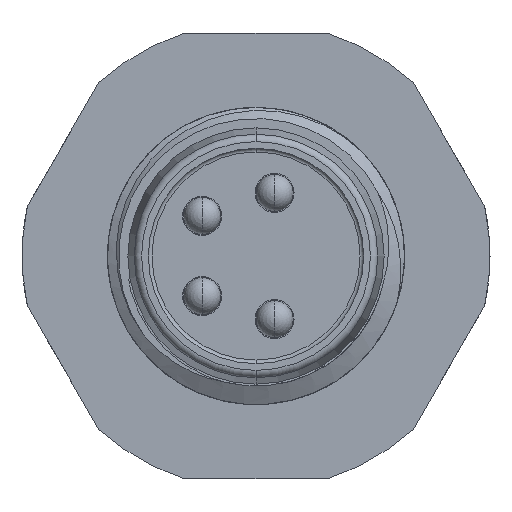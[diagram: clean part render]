
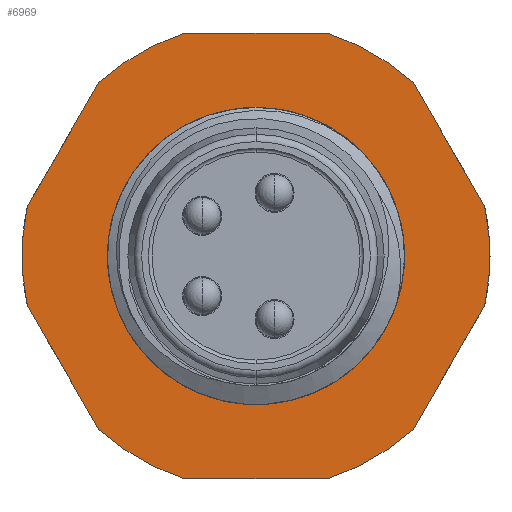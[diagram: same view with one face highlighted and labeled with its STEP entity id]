
A CAD part, left-side view. The second image highlights one B-rep face of the part: STEP entity #6969.
In plain terms, the highlighted planar face has unit normal (-1, 0, 0).
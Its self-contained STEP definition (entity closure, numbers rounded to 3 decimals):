
#3239=CARTESIAN_POINT('',(6.5,0.,0.));
#3240=DIRECTION('',(-1.,0.,0.));
#3241=DIRECTION('',(0.,0.,1.));
#3242=AXIS2_PLACEMENT_3D('',#3239,#3240,#3241);
#3402=CARTESIAN_POINT('',(6.5,0.,0.));
#3403=DIRECTION('',(-1.,0.,0.));
#3404=DIRECTION('',(0.,0.977,0.212));
#3405=AXIS2_PLACEMENT_3D('',#3402,#3403,#3404);
#3407=DIRECTION('',(0.,0.5,-0.866));
#3408=VECTOR('',#3407,3.842);
#3409=CARTESIAN_POINT('',(6.5,4.236,4.664));
#3410=LINE('',#3409,#3408);
#3411=CARTESIAN_POINT('',(6.5,0.,0.));
#3412=DIRECTION('',(-1.,0.,0.));
#3413=DIRECTION('',(0.,0.305,0.952));
#3414=AXIS2_PLACEMENT_3D('',#3411,#3412,#3413);
#3416=DIRECTION('',(0.,1.,0.));
#3417=VECTOR('',#3416,3.842);
#3418=CARTESIAN_POINT('',(6.5,-1.921,6.));
#3419=LINE('',#3418,#3417);
#3420=CARTESIAN_POINT('',(6.5,0.,0.));
#3421=DIRECTION('',(-1.,0.,0.));
#3422=DIRECTION('',(0.,-0.672,0.74));
#3423=AXIS2_PLACEMENT_3D('',#3420,#3421,#3422);
#3425=DIRECTION('',(0.,0.5,0.866));
#3426=VECTOR('',#3425,3.842);
#3427=CARTESIAN_POINT('',(6.5,-6.157,1.336));
#3428=LINE('',#3427,#3426);
#3429=CARTESIAN_POINT('',(6.5,0.,0.));
#3430=DIRECTION('',(-1.,0.,0.));
#3431=DIRECTION('',(0.,-0.977,-0.212));
#3432=AXIS2_PLACEMENT_3D('',#3429,#3430,#3431);
#3434=DIRECTION('',(0.,-0.5,0.866));
#3435=VECTOR('',#3434,3.842);
#3436=CARTESIAN_POINT('',(6.5,-4.236,-4.664));
#3437=LINE('',#3436,#3435);
#3438=CARTESIAN_POINT('',(6.5,0.,0.));
#3439=DIRECTION('',(-1.,0.,0.));
#3440=DIRECTION('',(0.,-0.305,-0.952));
#3441=AXIS2_PLACEMENT_3D('',#3438,#3439,#3440);
#3443=DIRECTION('',(0.,-1.,0.));
#3444=VECTOR('',#3443,3.842);
#3445=CARTESIAN_POINT('',(6.5,1.921,-6.));
#3446=LINE('',#3445,#3444);
#3447=CARTESIAN_POINT('',(6.5,0.,0.));
#3448=DIRECTION('',(-1.,0.,0.));
#3449=DIRECTION('',(0.,0.672,-0.74));
#3450=AXIS2_PLACEMENT_3D('',#3447,#3448,#3449);
#3452=DIRECTION('',(0.,-0.5,-0.866));
#3453=VECTOR('',#3452,3.842);
#3454=CARTESIAN_POINT('',(6.5,6.157,-1.336));
#3455=LINE('',#3454,#3453);
#5895=CARTESIAN_POINT('',(6.5,0.,0.));
#5896=DIRECTION('',(-1.,0.,0.));
#5897=DIRECTION('',(0.,0.,-1.));
#5898=AXIS2_PLACEMENT_3D('',#5895,#5896,#5897);
#6004=CARTESIAN_POINT('',(6.5,6.157,1.336));
#6005=CARTESIAN_POINT('',(6.5,6.157,-1.336));
#6006=VERTEX_POINT('',#6004);
#6007=VERTEX_POINT('',#6005);
#6008=CARTESIAN_POINT('',(6.5,4.236,-4.664));
#6009=VERTEX_POINT('',#6008);
#6010=CARTESIAN_POINT('',(6.5,1.921,-6.));
#6011=VERTEX_POINT('',#6010);
#6012=CARTESIAN_POINT('',(6.5,-1.921,-6.));
#6013=VERTEX_POINT('',#6012);
#6014=CARTESIAN_POINT('',(6.5,-4.236,-4.664));
#6015=VERTEX_POINT('',#6014);
#6016=CARTESIAN_POINT('',(6.5,-6.157,-1.336));
#6017=VERTEX_POINT('',#6016);
#6018=CARTESIAN_POINT('',(6.5,-6.157,1.336));
#6019=VERTEX_POINT('',#6018);
#6020=CARTESIAN_POINT('',(6.5,-4.236,4.664));
#6021=VERTEX_POINT('',#6020);
#6022=CARTESIAN_POINT('',(6.5,-1.921,6.));
#6023=VERTEX_POINT('',#6022);
#6024=CARTESIAN_POINT('',(6.5,1.921,6.));
#6025=VERTEX_POINT('',#6024);
#6026=CARTESIAN_POINT('',(6.5,4.236,4.664));
#6027=VERTEX_POINT('',#6026);
#6044=CARTESIAN_POINT('',(6.5,0.,-4.));
#6046=VERTEX_POINT('',#6044);
#6057=CARTESIAN_POINT('',(6.5,0.,4.));
#6058=VERTEX_POINT('',#6057);
#6933=CARTESIAN_POINT('',(6.5,0.,0.));
#6934=DIRECTION('',(-1.,0.,0.));
#6935=DIRECTION('',(0.,0.,1.));
#6936=AXIS2_PLACEMENT_3D('',#6933,#6934,#6935);
#6937=PLANE('',#6936);
#6939=ORIENTED_EDGE('',*,*,#6938,.F.);
#6941=ORIENTED_EDGE('',*,*,#6940,.F.);
#6943=ORIENTED_EDGE('',*,*,#6942,.F.);
#6945=ORIENTED_EDGE('',*,*,#6944,.F.);
#6947=ORIENTED_EDGE('',*,*,#6946,.F.);
#6949=ORIENTED_EDGE('',*,*,#6948,.F.);
#6951=ORIENTED_EDGE('',*,*,#6950,.F.);
#6953=ORIENTED_EDGE('',*,*,#6952,.F.);
#6955=ORIENTED_EDGE('',*,*,#6954,.F.);
#6957=ORIENTED_EDGE('',*,*,#6956,.F.);
#6959=ORIENTED_EDGE('',*,*,#6958,.F.);
#6961=ORIENTED_EDGE('',*,*,#6960,.F.);
#6962=EDGE_LOOP('',(#6939,#6941,#6943,#6945,#6947,#6949,#6951,#6953,#6955,#6957,
#6959,#6961));
#6963=FACE_OUTER_BOUND('',#6962,.F.);
#6964=ORIENTED_EDGE('',*,*,#6896,.T.);
#6966=ORIENTED_EDGE('',*,*,#6965,.T.);
#6967=EDGE_LOOP('',(#6964,#6966));
#6968=FACE_BOUND('',#6967,.F.);
#3243=CIRCLE('',#3242,4.);
#3406=CIRCLE('',#3405,6.3);
#3415=CIRCLE('',#3414,6.3);
#3424=CIRCLE('',#3423,6.3);
#3433=CIRCLE('',#3432,6.3);
#3442=CIRCLE('',#3441,6.3);
#3451=CIRCLE('',#3450,6.3);
#5899=CIRCLE('',#5898,4.);
#6896=EDGE_CURVE('',#6058,#6046,#3243,.T.);
#6938=EDGE_CURVE('',#6006,#6007,#3406,.T.);
#6940=EDGE_CURVE('',#6027,#6006,#3410,.T.);
#6942=EDGE_CURVE('',#6025,#6027,#3415,.T.);
#6944=EDGE_CURVE('',#6023,#6025,#3419,.T.);
#6946=EDGE_CURVE('',#6021,#6023,#3424,.T.);
#6948=EDGE_CURVE('',#6019,#6021,#3428,.T.);
#6950=EDGE_CURVE('',#6017,#6019,#3433,.T.);
#6952=EDGE_CURVE('',#6015,#6017,#3437,.T.);
#6954=EDGE_CURVE('',#6013,#6015,#3442,.T.);
#6956=EDGE_CURVE('',#6011,#6013,#3446,.T.);
#6958=EDGE_CURVE('',#6009,#6011,#3451,.T.);
#6960=EDGE_CURVE('',#6007,#6009,#3455,.T.);
#6965=EDGE_CURVE('',#6046,#6058,#5899,.T.);
#6969=ADVANCED_FACE('',(#6963,#6968),#6937,.T.);
